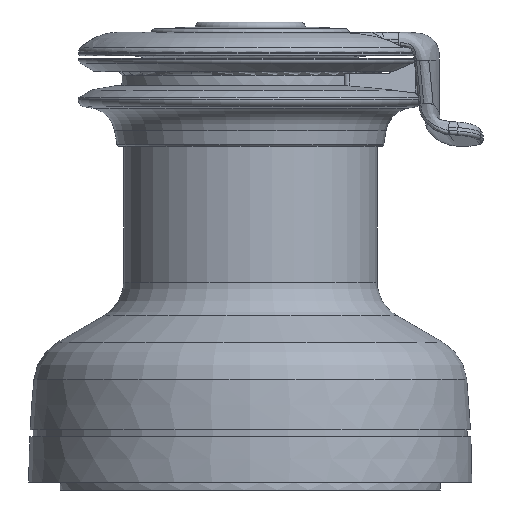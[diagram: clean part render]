
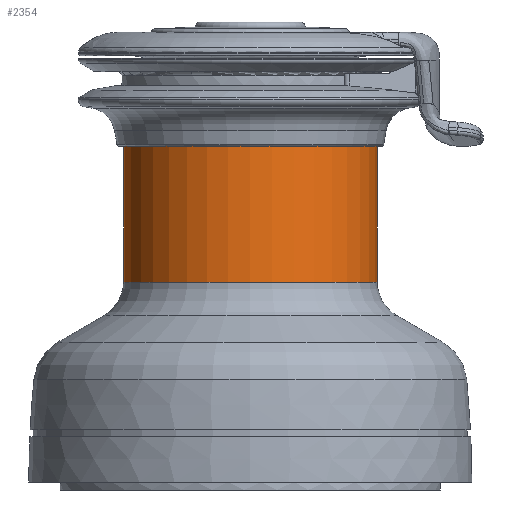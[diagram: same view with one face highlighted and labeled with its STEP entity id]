
A CAD part, left-side view. The second image highlights one B-rep face of the part: STEP entity #2354.
In plain terms, the highlighted cylindrical face has radius 36.5 mm (diameter 73 mm), a full revolution.
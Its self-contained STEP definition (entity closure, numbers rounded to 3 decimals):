
#444=FACE_BOUND('',#702,.T.);
#529=FACE_OUTER_BOUND('',#701,.T.);
#701=EDGE_LOOP('',(#1761));
#702=EDGE_LOOP('',(#1762));
#856=CIRCLE('',#2488,36.5);
#891=CIRCLE('',#2559,36.5);
#1000=VERTEX_POINT('',#3485);
#1067=VERTEX_POINT('',#3741);
#1239=EDGE_CURVE('',#1000,#1000,#856,.T.);
#1331=EDGE_CURVE('',#1067,#1067,#891,.T.);
#1761=ORIENTED_EDGE('',*,*,#1331,.T.);
#1762=ORIENTED_EDGE('',*,*,#1239,.F.);
#2273=CYLINDRICAL_SURFACE('',#2558,36.5);
#2354=ADVANCED_FACE('',(#529,#444),#2273,.T.);
#2488=AXIS2_PLACEMENT_3D('',#3486,#2807,#2808);
#2558=AXIS2_PLACEMENT_3D('',#3740,#2987,#2988);
#2559=AXIS2_PLACEMENT_3D('',#3742,#2989,#2990);
#2807=DIRECTION('center_axis',(0.,0.,
1.));
#2808=DIRECTION('ref_axis',(-1.,0.,0.));
#2987=DIRECTION('center_axis',(0.,0.,
1.));
#2988=DIRECTION('ref_axis',(1.,0.,0.));
#2989=DIRECTION('center_axis',(0.,0.,
1.));
#2990=DIRECTION('ref_axis',(1.,0.,0.));
#3485=CARTESIAN_POINT('',(36.5,0.,99.4));
#3486=CARTESIAN_POINT('Origin',(0.,0.,
99.4));
#3740=CARTESIAN_POINT('Origin',(0.,0.,
80.1));
#3741=CARTESIAN_POINT('',(36.5,0.,59.8));
#3742=CARTESIAN_POINT('Origin',(0.,0.,
59.8));
